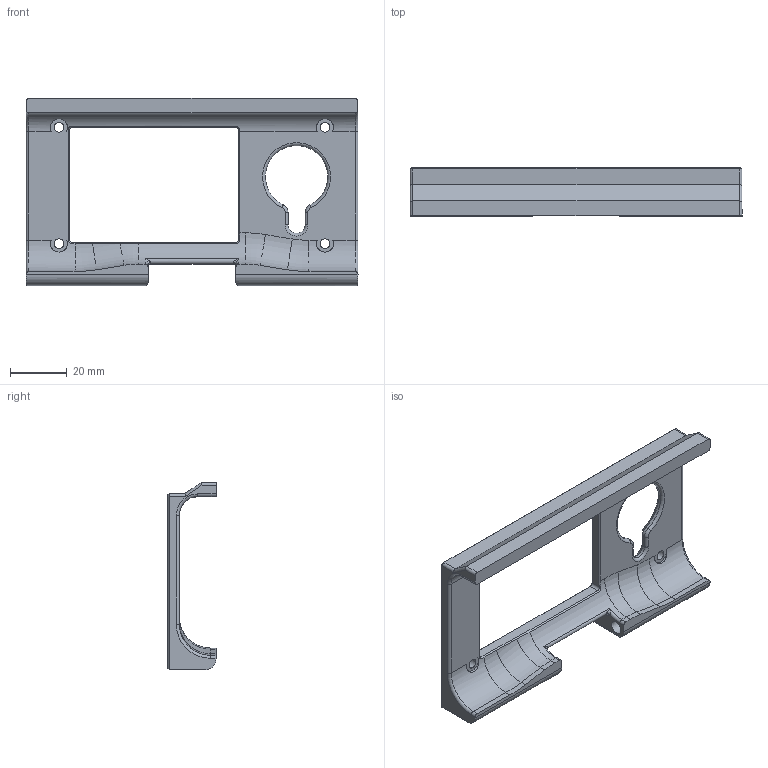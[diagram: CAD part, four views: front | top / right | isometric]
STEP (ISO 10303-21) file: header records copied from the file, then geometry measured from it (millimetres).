
FILE_DESCRIPTION(/* description */ (''),/* implementation_level */ '2;1');
FILE_NAME(/* name */ 'DemiDoom top lcd skirt panel v1.step',/* time_stamp */ '2021-10-04T01:35:43-04:00',/* author */ (''),/* organization */ (''),/* preprocessor_version */ 'ST-DEVELOPER v18.1',/* originating_system */ 'Autodesk Translation Framework v10.10.0.1391',/* authorisation */ '');
FILE_SCHEMA (('AUTOMOTIVE_DESIGN { 1 0 10303 214 3 1 1 }'));
Length unit declared in the file: millimetre
Products named in the file (2): DemiDoom top lcd skirt panel; Component2(Mirror)
Assembly tree (1 placements, depth 2):
  DemiDoom top lcd skirt panel
    Component2(Mirror)
Bounding box: 117 x 17 x 66 mm (x, y, z)
Volume: 31692.9 mm3; surface area: 16620.7 mm2
Topology: 1 solids, 1 shells, 157 faces, 378 edges, 224 vertices
Faces by surface type: cylinder 53, plane 50, cone 22, torus 18, bspline 14
Full cylindrical faces by diameter (mm): 3.2 x2, 3.4 x4, 4.7 x2
Entity records: 5127 total; most frequent: CARTESIAN_POINT 1420, DIRECTION 778, ORIENTED_EDGE 752, EDGE_CURVE 376, AXIS2_PLACEMENT_3D 291, VERTEX_POINT 224, LINE 196, VECTOR 196
